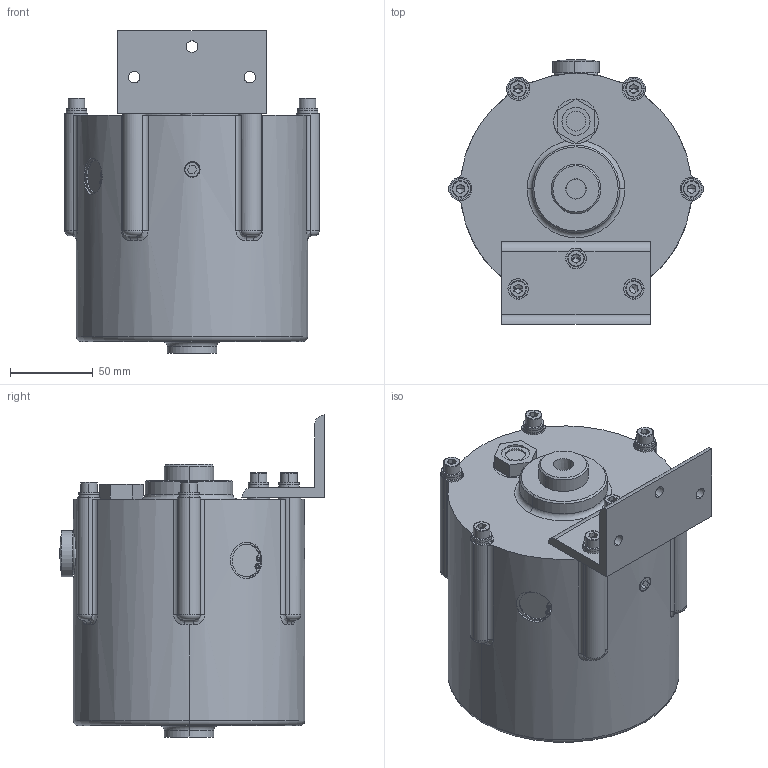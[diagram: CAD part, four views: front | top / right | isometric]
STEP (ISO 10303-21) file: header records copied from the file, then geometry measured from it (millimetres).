
FILE_DESCRIPTION (( 'STEP AP203' ), '1' );
FILE_NAME ('BO-20-3(Web—p).STEP', '2025-12-26T02:05:40', ( '' ), ( '' ), 'SwSTEP 2.0', 'SolidWorks 2024', '' );
FILE_SCHEMA (( 'CONFIG_CONTROL_DESIGN' ));
Length unit declared in the file: millimetre
Products named in the file (1): BO-20-3(Web用)
Bounding box: 154 x 160.4 x 195 mm (x, y, z)
Volume: 2227665.7 mm3; surface area: 152210.3 mm2
Topology: 1 solids, 1 shells, 476 faces, 1169 edges, 721 vertices
Faces by surface type: plane 204, cylinder 167, torus 52, cone 36, bspline 15, sphere 2
Entity records: 17379 total; most frequent: CARTESIAN_POINT 5831, DIRECTION 2571, ORIENTED_EDGE 2310, EDGE_CURVE 1155, AXIS2_PLACEMENT_3D 1029, VERTEX_POINT 721, CIRCLE 567, EDGE_LOOP 540
